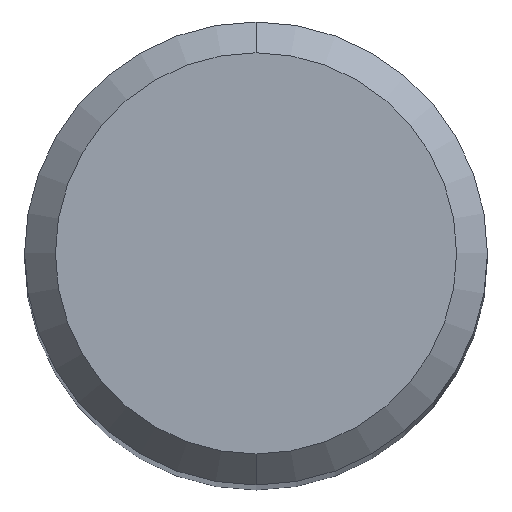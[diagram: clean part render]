
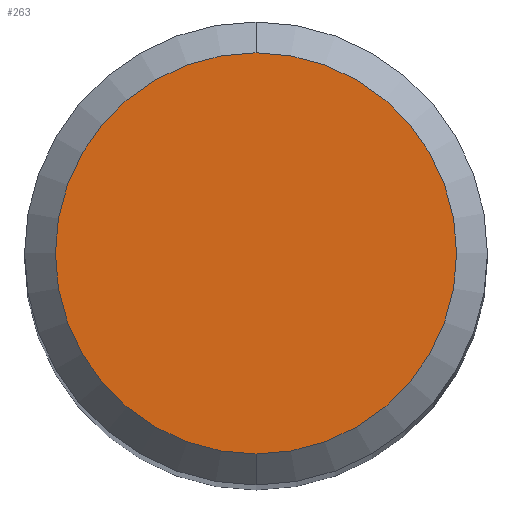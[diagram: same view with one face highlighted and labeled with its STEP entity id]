
A CAD part, top view. The second image highlights one B-rep face of the part: STEP entity #263.
In plain terms, the highlighted planar face has unit normal (0, 0, 1).
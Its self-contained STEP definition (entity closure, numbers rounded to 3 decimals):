
#263=ADVANCED_FACE('',(#579),#580,.T.);
#267=VERTEX_POINT('',#584);
#341=VERTEX_POINT('',#664);
#367=EDGE_CURVE('',#341,#267,#693,.T.);
#441=EDGE_CURVE('',#267,#341,#776,.T.);
#579=FACE_OUTER_BOUND('',#1076,.T.);
#580=PLANE('',#1077);
#584=CARTESIAN_POINT('',(0.0,2.6,0.0));
#664=CARTESIAN_POINT('',(0.,-2.6,0.0));
#693=CIRCLE('',#1237,2.6);
#776=CIRCLE('',#1396,2.6);
#1076=EDGE_LOOP('',(#1537,#1538));
#1077=AXIS2_PLACEMENT_3D('',#1539,#1540,#1541);
#1237=AXIS2_PLACEMENT_3D('',#1655,#1656,#1657);
#1396=AXIS2_PLACEMENT_3D('',#1772,#1773,#1774);
#1537=ORIENTED_EDGE('',*,*,#441,.F.);
#1538=ORIENTED_EDGE('',*,*,#367,.F.);
#1539=CARTESIAN_POINT('',(0.0,1.3,0.0));
#1540=DIRECTION('',(-0.0,0.0,1.0));
#1541=DIRECTION('',(0.0,-1.0,0.0));
#1655=CARTESIAN_POINT('',(0.0,0.0,0.0));
#1656=DIRECTION('',(0.0,0.0,-1.0));
#1657=DIRECTION('',(0.0,1.0,0.0));
#1772=CARTESIAN_POINT('',(0.0,0.0,0.0));
#1773=DIRECTION('',(0.0,0.0,-1.0));
#1774=DIRECTION('',(0.0,1.0,0.0));
